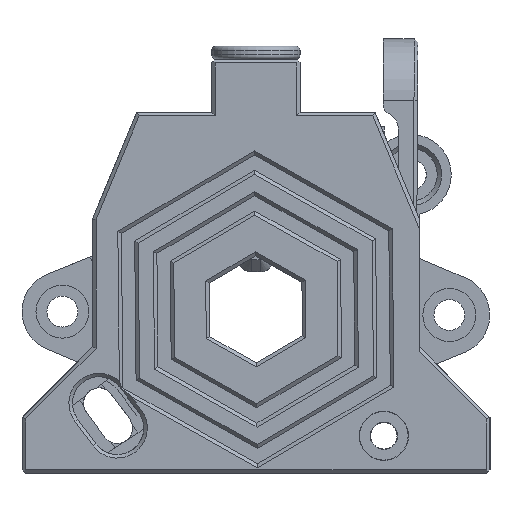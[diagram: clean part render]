
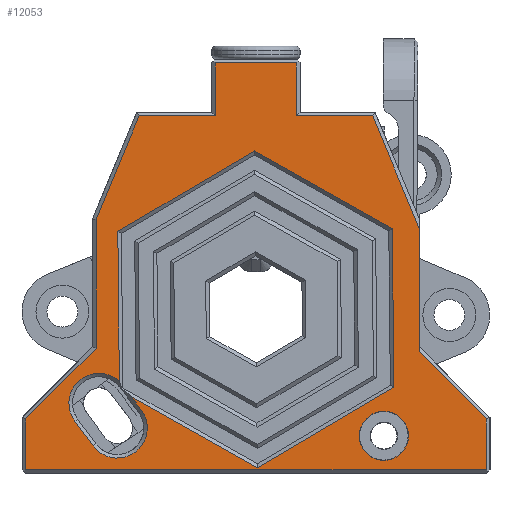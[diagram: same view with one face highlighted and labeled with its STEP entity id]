
A CAD part, left-side view. The second image highlights one B-rep face of the part: STEP entity #12053.
In plain terms, the highlighted planar face has unit normal (-1, 0, 0).
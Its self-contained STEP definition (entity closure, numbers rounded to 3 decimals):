
#797=FACE_BOUND('',#2323,.T.);
#798=FACE_BOUND('',#2324,.T.);
#1110=CIRCLE('',#13053,2.75);
#1113=CIRCLE('',#13058,3.4);
#1114=CIRCLE('',#13059,3.4);
#1632=FACE_OUTER_BOUND('',#2322,.T.);
#2322=EDGE_LOOP('',(#9588,#9589,#9590,#9591,#9592,#9593,#9594,#9595,#9596,
#9597,#9598,#9599,#9600,#9601));
#2323=EDGE_LOOP('',(#9602,#9603,#9604,#9605,#9606,#9607,#9608,#9609,#9610,
#9611));
#2324=EDGE_LOOP('',(#9612));
#3093=LINE('',#21743,#4110);
#3094=LINE('',#21745,#4111);
#3095=LINE('',#21747,#4112);
#3096=LINE('',#21749,#4113);
#3097=LINE('',#21751,#4114);
#3098=LINE('',#21753,#4115);
#3099=LINE('',#21755,#4116);
#3100=LINE('',#21757,#4117);
#3101=LINE('',#21759,#4118);
#3102=LINE('',#21761,#4119);
#3103=LINE('',#21763,#4120);
#3104=LINE('',#21765,#4121);
#3105=LINE('',#21767,#4122);
#3106=LINE('',#21768,#4123);
#3107=LINE('',#21771,#4124);
#3108=LINE('',#21773,#4125);
#3109=LINE('',#21775,#4126);
#3110=LINE('',#21777,#4127);
#3111=LINE('',#21781,#4128);
#3112=LINE('',#21785,#4129);
#3113=LINE('',#21787,#4130);
#3114=LINE('',#21788,#4131);
#4110=VECTOR('',#15151,10.);
#4111=VECTOR('',#15152,10.);
#4112=VECTOR('',#15153,10.);
#4113=VECTOR('',#15154,10.);
#4114=VECTOR('',#15155,10.);
#4115=VECTOR('',#15156,10.);
#4116=VECTOR('',#15157,10.);
#4117=VECTOR('',#15158,10.);
#4118=VECTOR('',#15159,10.);
#4119=VECTOR('',#15160,10.);
#4120=VECTOR('',#15161,10.);
#4121=VECTOR('',#15162,10.);
#4122=VECTOR('',#15163,10.);
#4123=VECTOR('',#15164,10.);
#4124=VECTOR('',#15165,10.);
#4125=VECTOR('',#15166,10.);
#4126=VECTOR('',#15167,10.);
#4127=VECTOR('',#15168,10.);
#4128=VECTOR('',#15171,10.);
#4129=VECTOR('',#15174,10.);
#4130=VECTOR('',#15175,10.);
#4131=VECTOR('',#15176,10.);
#5353=VERTEX_POINT('',#21731);
#5356=VERTEX_POINT('',#21741);
#5357=VERTEX_POINT('',#21742);
#5358=VERTEX_POINT('',#21744);
#5359=VERTEX_POINT('',#21746);
#5360=VERTEX_POINT('',#21748);
#5361=VERTEX_POINT('',#21750);
#5362=VERTEX_POINT('',#21752);
#5363=VERTEX_POINT('',#21754);
#5364=VERTEX_POINT('',#21756);
#5365=VERTEX_POINT('',#21758);
#5366=VERTEX_POINT('',#21760);
#5367=VERTEX_POINT('',#21762);
#5368=VERTEX_POINT('',#21764);
#5369=VERTEX_POINT('',#21766);
#5370=VERTEX_POINT('',#21769);
#5371=VERTEX_POINT('',#21770);
#5372=VERTEX_POINT('',#21772);
#5373=VERTEX_POINT('',#21774);
#5374=VERTEX_POINT('',#21776);
#5375=VERTEX_POINT('',#21778);
#5376=VERTEX_POINT('',#21780);
#5377=VERTEX_POINT('',#21782);
#5378=VERTEX_POINT('',#21784);
#5379=VERTEX_POINT('',#21786);
#6842=EDGE_CURVE('',#5353,#5353,#1110,.T.);
#6847=EDGE_CURVE('',#5356,#5357,#3093,.T.);
#6848=EDGE_CURVE('',#5358,#5356,#3094,.T.);
#6849=EDGE_CURVE('',#5359,#5358,#3095,.T.);
#6850=EDGE_CURVE('',#5360,#5359,#3096,.T.);
#6851=EDGE_CURVE('',#5361,#5360,#3097,.T.);
#6852=EDGE_CURVE('',#5362,#5361,#3098,.T.);
#6853=EDGE_CURVE('',#5363,#5362,#3099,.T.);
#6854=EDGE_CURVE('',#5364,#5363,#3100,.T.);
#6855=EDGE_CURVE('',#5365,#5364,#3101,.T.);
#6856=EDGE_CURVE('',#5366,#5365,#3102,.T.);
#6857=EDGE_CURVE('',#5367,#5366,#3103,.T.);
#6858=EDGE_CURVE('',#5368,#5367,#3104,.T.);
#6859=EDGE_CURVE('',#5369,#5368,#3105,.T.);
#6860=EDGE_CURVE('',#5357,#5369,#3106,.T.);
#6861=EDGE_CURVE('',#5370,#5371,#3107,.T.);
#6862=EDGE_CURVE('',#5372,#5370,#3108,.T.);
#6863=EDGE_CURVE('',#5373,#5372,#3109,.T.);
#6864=EDGE_CURVE('',#5374,#5373,#3110,.T.);
#6865=EDGE_CURVE('',#5375,#5374,#1113,.T.);
#6866=EDGE_CURVE('',#5376,#5375,#3111,.T.);
#6867=EDGE_CURVE('',#5377,#5376,#1114,.T.);
#6868=EDGE_CURVE('',#5378,#5377,#3112,.T.);
#6869=EDGE_CURVE('',#5379,#5378,#3113,.T.);
#6870=EDGE_CURVE('',#5371,#5379,#3114,.T.);
#9588=ORIENTED_EDGE('',*,*,#6847,.F.);
#9589=ORIENTED_EDGE('',*,*,#6848,.F.);
#9590=ORIENTED_EDGE('',*,*,#6849,.F.);
#9591=ORIENTED_EDGE('',*,*,#6850,.F.);
#9592=ORIENTED_EDGE('',*,*,#6851,.F.);
#9593=ORIENTED_EDGE('',*,*,#6852,.F.);
#9594=ORIENTED_EDGE('',*,*,#6853,.F.);
#9595=ORIENTED_EDGE('',*,*,#6854,.F.);
#9596=ORIENTED_EDGE('',*,*,#6855,.F.);
#9597=ORIENTED_EDGE('',*,*,#6856,.F.);
#9598=ORIENTED_EDGE('',*,*,#6857,.F.);
#9599=ORIENTED_EDGE('',*,*,#6858,.F.);
#9600=ORIENTED_EDGE('',*,*,#6859,.F.);
#9601=ORIENTED_EDGE('',*,*,#6860,.F.);
#9602=ORIENTED_EDGE('',*,*,#6861,.F.);
#9603=ORIENTED_EDGE('',*,*,#6862,.F.);
#9604=ORIENTED_EDGE('',*,*,#6863,.F.);
#9605=ORIENTED_EDGE('',*,*,#6864,.F.);
#9606=ORIENTED_EDGE('',*,*,#6865,.F.);
#9607=ORIENTED_EDGE('',*,*,#6866,.F.);
#9608=ORIENTED_EDGE('',*,*,#6867,.F.);
#9609=ORIENTED_EDGE('',*,*,#6868,.F.);
#9610=ORIENTED_EDGE('',*,*,#6869,.F.);
#9611=ORIENTED_EDGE('',*,*,#6870,.F.);
#9612=ORIENTED_EDGE('',*,*,#6842,.F.);
#11490=PLANE('',#13057);
#12053=ADVANCED_FACE('',(#1632,#797,#798),#11490,.T.);
#13053=AXIS2_PLACEMENT_3D('',#21732,#15139,#15140);
#13057=AXIS2_PLACEMENT_3D('',#21740,#15149,#15150);
#13058=AXIS2_PLACEMENT_3D('',#21779,#15169,#15170);
#13059=AXIS2_PLACEMENT_3D('',#21783,#15172,#15173);
#15139=DIRECTION('center_axis',(-1.,0.,0.));
#15140=DIRECTION('ref_axis',(0.,-1.,0.));
#15149=DIRECTION('center_axis',(-1.,0.,0.));
#15150=DIRECTION('ref_axis',(0.,-1.,0.));
#15151=DIRECTION('',(0.,-0.383,-0.924));
#15152=DIRECTION('',(0.,-1.,0.));
#15153=DIRECTION('',(0.,0.,-1.));
#15154=DIRECTION('',(0.,-1.,0.));
#15155=DIRECTION('',(0.,0.,1.));
#15156=DIRECTION('',(0.,-1.,0.));
#15157=DIRECTION('',(0.,-0.383,0.924));
#15158=DIRECTION('',(0.,0.,1.));
#15159=DIRECTION('',(0.,-0.707,0.707));
#15160=DIRECTION('',(0.,0.,1.));
#15161=DIRECTION('',(0.,1.,0.));
#15162=DIRECTION('',(0.,0.,-1.));
#15163=DIRECTION('',(0.,-0.707,-0.707));
#15164=DIRECTION('',(0.,0.,-1.));
#15165=DIRECTION('',(0.,0.01,1.));
#15166=DIRECTION('',(0.,-0.861,0.508));
#15167=DIRECTION('',(0.,-0.871,-0.491));
#15168=DIRECTION('',(0.,0.595,0.804));
#15169=DIRECTION('center_axis',(-1.,0.,0.));
#15170=DIRECTION('ref_axis',(0.,-1.,0.));
#15171=DIRECTION('',(0.,-0.595,-0.804));
#15172=DIRECTION('center_axis',(-1.,0.,0.));
#15173=DIRECTION('ref_axis',(0.,1.,0.));
#15174=DIRECTION('',(0.,-0.01,-1.));
#15175=DIRECTION('',(0.,0.861,-0.508));
#15176=DIRECTION('',(0.,0.871,0.491));
#21731=CARTESIAN_POINT('',(-62.112,8.331,6.96));
#21732=CARTESIAN_POINT('Origin',(-62.112,5.581,6.96));
#21740=CARTESIAN_POINT('Origin',(-62.112,20.081,27.872));
#21741=CARTESIAN_POINT('',(-62.112,6.848,43.21));
#21742=CARTESIAN_POINT('',(-62.112,1.581,30.495));
#21743=CARTESIAN_POINT('',(-62.112,3.907,36.109));
#21744=CARTESIAN_POINT('',(-62.112,15.481,43.21));
#21745=CARTESIAN_POINT('',(-62.112,25.691,43.21));
#21746=CARTESIAN_POINT('',(-62.112,15.481,49.21));
#21747=CARTESIAN_POINT('',(-62.112,15.481,35.741));
#21748=CARTESIAN_POINT('',(-62.112,24.681,49.21));
#21749=CARTESIAN_POINT('',(-62.112,20.081,49.21));
#21750=CARTESIAN_POINT('',(-62.112,24.681,43.21));
#21751=CARTESIAN_POINT('',(-62.112,24.681,33.905));
#21752=CARTESIAN_POINT('',(-62.112,33.314,43.21));
#21753=CARTESIAN_POINT('',(-62.112,25.691,43.21));
#21754=CARTESIAN_POINT('',(-62.112,38.181,31.461));
#21755=CARTESIAN_POINT('',(-62.112,36.255,36.109));
#21756=CARTESIAN_POINT('',(-62.112,38.181,16.873));
#21757=CARTESIAN_POINT('',(-62.112,38.181,14.241));
#21758=CARTESIAN_POINT('',(-62.112,46.181,8.872));
#21759=CARTESIAN_POINT('',(-62.112,32.922,22.132));
#21760=CARTESIAN_POINT('',(-62.112,46.181,3.11));
#21761=CARTESIAN_POINT('',(-62.112,46.181,13.741));
#21762=CARTESIAN_POINT('',(-62.112,-6.019,3.11));
#21763=CARTESIAN_POINT('',(-62.112,6.831,3.11));
#21764=CARTESIAN_POINT('',(-62.112,-6.019,8.873));
#21765=CARTESIAN_POINT('',(-62.112,-6.019,13.741));
#21766=CARTESIAN_POINT('',(-62.112,1.581,16.473));
#21767=CARTESIAN_POINT('',(-62.112,7.24,22.132));
#21768=CARTESIAN_POINT('',(-62.112,1.581,18.541));
#21769=CARTESIAN_POINT('',(-62.112,4.448,12.461));
#21770=CARTESIAN_POINT('',(-62.112,4.624,30.416));
#21771=CARTESIAN_POINT('',(-62.112,4.611,29.105));
#21772=CARTESIAN_POINT('',(-62.112,19.909,3.331));
#21773=CARTESIAN_POINT('',(-62.112,6.969,10.973));
#21774=CARTESIAN_POINT('',(-62.112,34.186,11.388));
#21775=CARTESIAN_POINT('',(-62.112,25.327,6.389));
#21776=CARTESIAN_POINT('',(-62.112,33.054,9.858));
#21777=CARTESIAN_POINT('',(-62.112,35.066,12.577));
#21778=CARTESIAN_POINT('',(-62.112,38.52,5.813));
#21779=CARTESIAN_POINT('Origin',(-62.112,35.787,7.836));
#21780=CARTESIAN_POINT('',(-62.112,40.602,8.627));
#21781=CARTESIAN_POINT('',(-62.112,41.573,9.939));
#21782=CARTESIAN_POINT('',(-62.112,35.556,13.141));
#21783=CARTESIAN_POINT('Origin',(-62.112,37.869,10.649));
#21784=CARTESIAN_POINT('',(-62.112,35.723,30.11));
#21785=CARTESIAN_POINT('',(-62.112,35.624,20.053));
#21786=CARTESIAN_POINT('',(-62.112,20.262,39.241));
#21787=CARTESIAN_POINT('',(-62.112,30.315,33.304));
#21788=CARTESIAN_POINT('',(-62.112,17.66,37.772));
